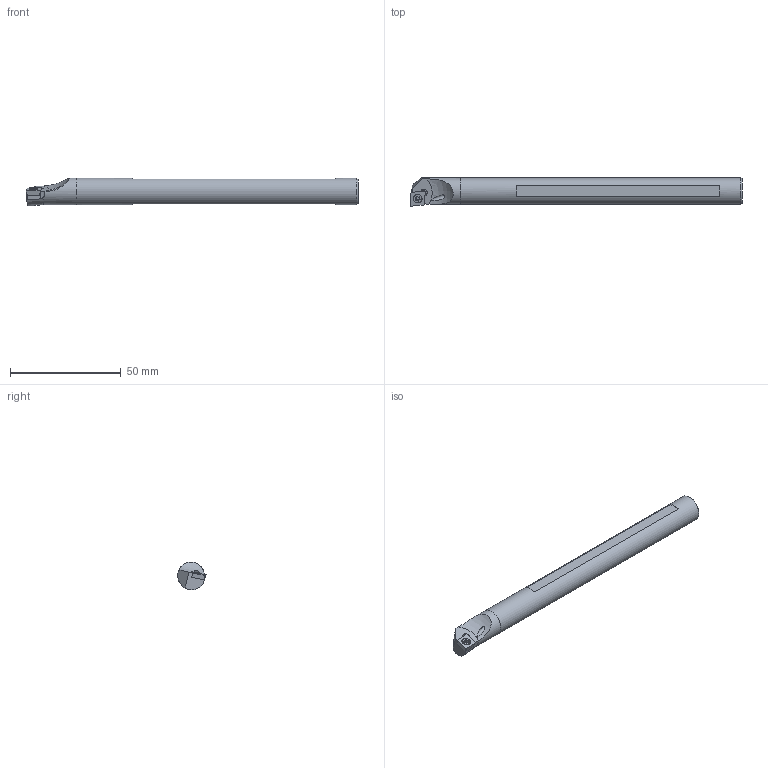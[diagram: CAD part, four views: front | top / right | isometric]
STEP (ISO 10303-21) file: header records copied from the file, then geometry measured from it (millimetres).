
FILE_DESCRIPTION(/* description */ ('Unknown'),/* implementation_level */ '2;1');
FILE_NAME(/* name */ 'E12M SCLCR 06',/* time_stamp */ '2021-06-29T11:38:58+08:00',/* author */ ('Unknown'),/* organization */ ('Unknown'),/* preprocessor_version */ 'ST-DEVELOPER v16.7',/* originating_system */ 'DEX',/* authorisation */ $);
FILE_SCHEMA (('AUTOMOTIVE_DESIGN {1 0 10303 214 3 1 1}'));
Length unit declared in the file: millimetre
Products named in the file (5): E12M SCLCR 06; E1223R; 12; CCMT 060202; M2-5-5L
Assembly tree (4 placements, depth 2):
  E12M SCLCR 06
    E1223R
    12
    CCMT 060202
    M2-5-5L
Bounding box: 149.98 x 12.88 x 12.5 mm (x, y, z)
Volume: 13448.7 mm3; surface area: 8172.3 mm2
Topology: 4 solids, 4 shells, 74 faces, 180 edges, 118 vertices
Faces by surface type: plane 39, cylinder 28, cone 6, torus 1
Full cylindrical faces by diameter (mm): 2 x1, 2.5 x1, 2.8 x2, 3.8 x1, 4 x1, 5 x1, 12 x2
Entity records: 2250 total; most frequent: CARTESIAN_POINT 426, DIRECTION 370, ORIENTED_EDGE 320, EDGE_CURVE 160, AXIS2_PLACEMENT_3D 141, VERTEX_POINT 112, EDGE_LOOP 98, FACE_BOUND 98
